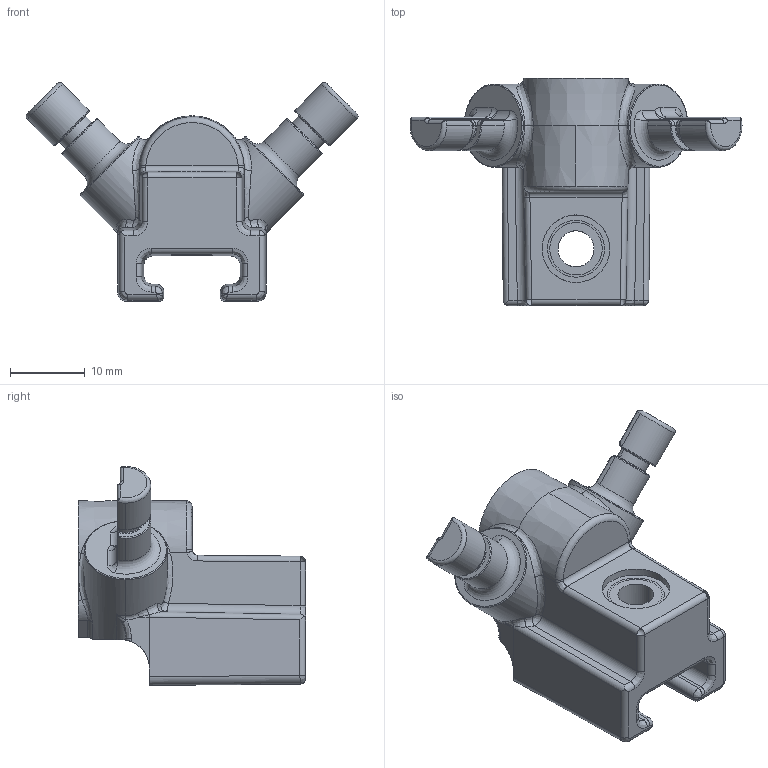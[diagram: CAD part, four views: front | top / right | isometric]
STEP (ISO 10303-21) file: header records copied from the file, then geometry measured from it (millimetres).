
FILE_DESCRIPTION (( 'STEP AP214' ), '1' );
FILE_NAME ('TEBPC-BPKG.STEP', '2020-06-01T15:24:15', ( '' ), ( '' ), 'SwSTEP 2.0', 'SolidWorks 2018', '' );
FILE_SCHEMA (( 'AUTOMOTIVE_DESIGN' ));
Length unit declared in the file: inch
Products named in the file (1): TEBPC-BPKG
Bounding box: 44.53 x 30.48 x 29.35 mm (x, y, z)
Volume: 8483.2 mm3; surface area: 5172.4 mm2
Topology: 3 solids, 3 shells, 330 faces, 812 edges, 495 vertices
Faces by surface type: cylinder 148, plane 69, bspline 61, torus 29, sphere 12, cone 11
Entity records: 16174 total; most frequent: CARTESIAN_POINT 10381, ORIENTED_EDGE 1568, EDGE_CURVE 784, B_SPLINE_CURVE_WITH_KNOTS 689, DIRECTION 574, VERTEX_POINT 479, EDGE_LOOP 355, ADVANCED_FACE 330
